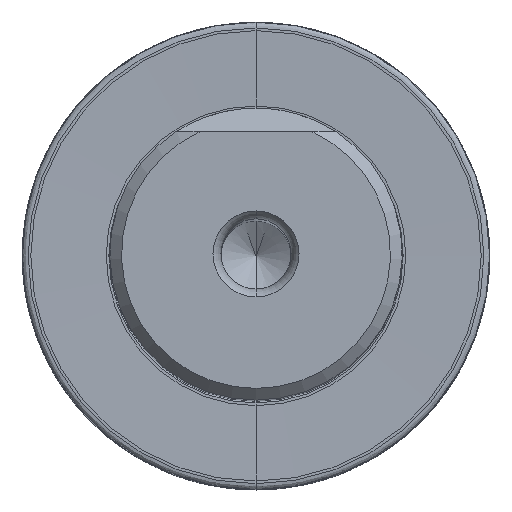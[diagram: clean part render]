
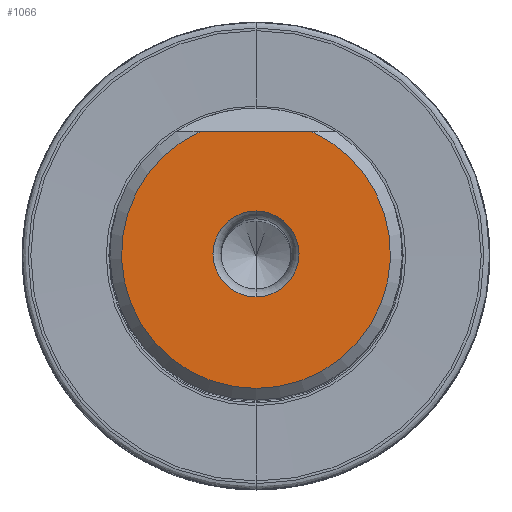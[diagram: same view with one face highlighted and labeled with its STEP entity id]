
A CAD part, top view. The second image highlights one B-rep face of the part: STEP entity #1066.
In plain terms, the highlighted face is planar.
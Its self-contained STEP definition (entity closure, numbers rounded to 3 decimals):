
#442=DIRECTION('',(-1.,0.,0.));
#443=VECTOR('',#442,9.381);
#444=CARTESIAN_POINT('',(4.69,10.5,0.));
#445=LINE('',#444,#443);
#449=CARTESIAN_POINT('',(0.,0.,0.));
#450=DIRECTION('',(0.,0.,1.));
#451=DIRECTION('',(0.,1.,0.));
#452=AXIS2_PLACEMENT_3D('',#449,#450,#451);
#457=CARTESIAN_POINT('',(0.,0.,0.));
#458=DIRECTION('',(0.,0.,1.));
#459=DIRECTION('',(0.,-1.,0.));
#460=AXIS2_PLACEMENT_3D('',#457,#458,#459);
#465=CARTESIAN_POINT('',(0.,0.,0.));
#466=DIRECTION('',(0.,0.,-1.));
#467=DIRECTION('',(0.408,0.913,0.));
#468=AXIS2_PLACEMENT_3D('',#465,#466,#467);
#709=CARTESIAN_POINT('',(4.69,10.5,0.));
#710=CARTESIAN_POINT('',(-4.69,10.5,0.));
#711=VERTEX_POINT('',#709);
#712=VERTEX_POINT('',#710);
#736=CARTESIAN_POINT('',(0.,3.677,0.));
#737=CARTESIAN_POINT('',(0.,-3.677,0.));
#738=VERTEX_POINT('',#736);
#739=VERTEX_POINT('',#737);
#1050=CARTESIAN_POINT('',(0.,0.,0.));
#1051=DIRECTION('',(0.,0.,-1.));
#1052=DIRECTION('',(0.,-1.,0.));
#1053=AXIS2_PLACEMENT_3D('',#1050,#1051,#1052);
#1054=PLANE('',#1053);
#1055=ORIENTED_EDGE('',*,*,#1038,.T.);
#1057=ORIENTED_EDGE('',*,*,#1056,.F.);
#1058=EDGE_LOOP('',(#1055,#1057));
#1059=FACE_OUTER_BOUND('',#1058,.F.);
#1061=ORIENTED_EDGE('',*,*,#1060,.F.);
#1063=ORIENTED_EDGE('',*,*,#1062,.F.);
#1064=EDGE_LOOP('',(#1061,#1063));
#1065=FACE_BOUND('',#1064,.F.);
#1066=ADVANCED_FACE('',(#1059,#1065),#1054,.T.);
#453=CIRCLE('',#452,3.677);
#461=CIRCLE('',#460,3.677);
#469=CIRCLE('',#468,11.5);
#1038=EDGE_CURVE('',#711,#712,#445,.T.);
#1056=EDGE_CURVE('',#711,#712,#469,.T.);
#1060=EDGE_CURVE('',#738,#739,#453,.T.);
#1062=EDGE_CURVE('',#739,#738,#461,.T.);
